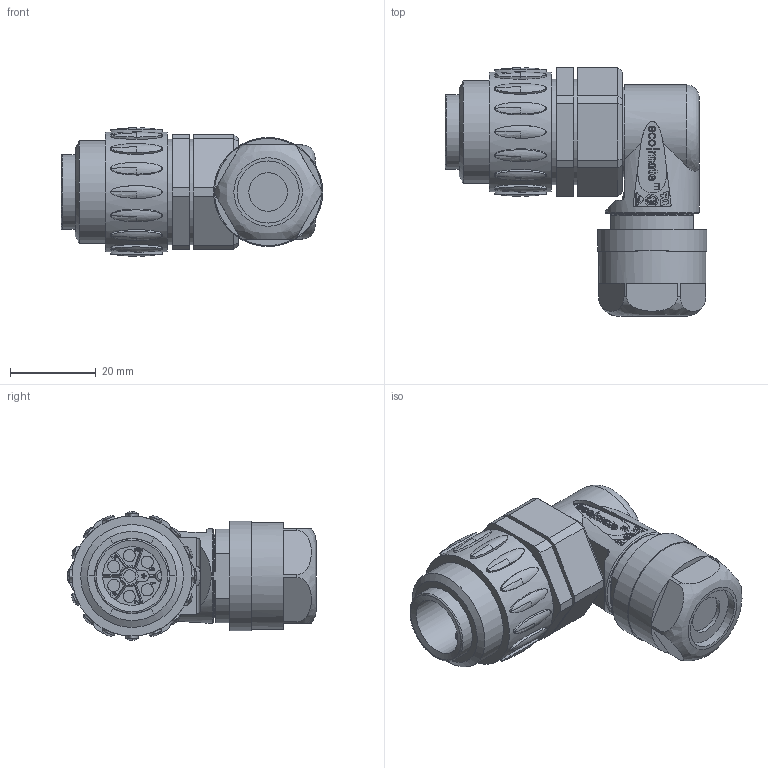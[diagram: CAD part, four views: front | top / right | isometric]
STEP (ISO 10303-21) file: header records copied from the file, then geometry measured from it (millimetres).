
FILE_DESCRIPTION(/* description */ (''),/* implementation_level */ '2;1');
FILE_NAME(/* name */ 'c016 10k006 000 1xnxc001-02.stp',/* time_stamp */ '2019-07-08T09:39:52+02:00',/* author */ (''),/* organization */ (''),/* preprocessor_version */ 'ST-DEVELOPER v16.7',/* originating_system */ 'SIEMENS PLM Software NX 12.0',/* authorisation */ '');
FILE_SCHEMA (('AUTOMOTIVE_DESIGN { 1 0 10303 214 3 1 1 1 }'));
Length unit declared in the file: millimetre
Products named in the file (1): c016 10k006 000 1xnxc001-02
Bounding box: 61.05 x 58 x 30 mm (x, y, z)
Volume: 40842.8 mm3; surface area: 10934.7 mm2
Topology: 1 solids, 2 shells, 905 faces, 2389 edges, 1540 vertices
Faces by surface type: plane 632, cylinder 180, bspline 52, extrusion 27, cone 14
Full cylindrical faces by diameter (mm): 0.288 x1, 1.837 x1, 2.85 x7, 9 x1, 13.7 x1, 14.5 x1, 17.4 x1, 17.5 x1, 21 x1, 21.1 x1, 22 x1, 23 x1, 24 x1, 24.7 x2, 25 x1, 25.5 x1, 28 x1
Entity records: 32254 total; most frequent: CARTESIAN_POINT 10580, ORIENTED_EDGE 4574, DIRECTION 4219, EDGE_CURVE 2287, VECTOR 1659, LINE 1632, VERTEX_POINT 1523, AXIS2_PLACEMENT_3D 1280
